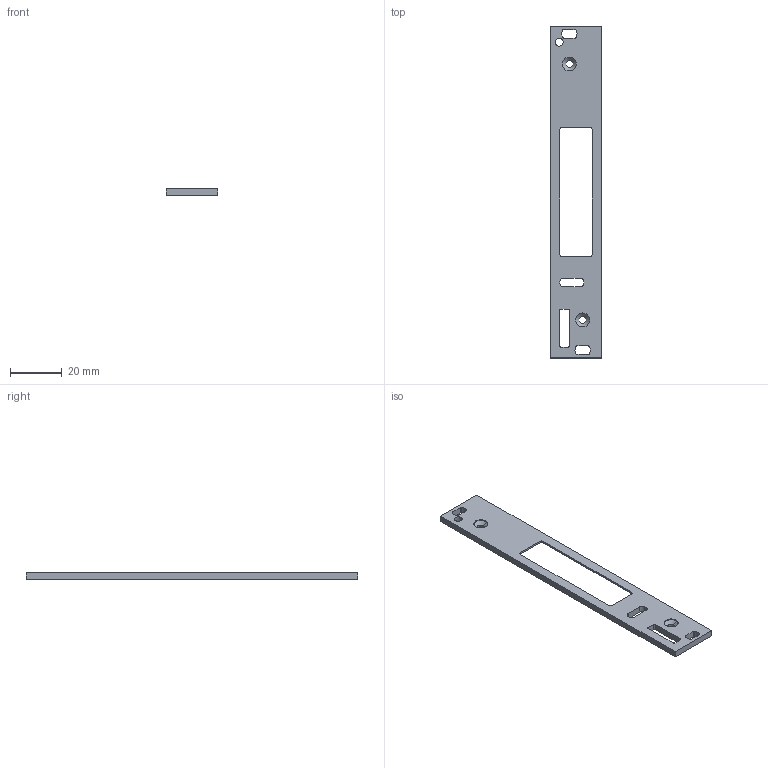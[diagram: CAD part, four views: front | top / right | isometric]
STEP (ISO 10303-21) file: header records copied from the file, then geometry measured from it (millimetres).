
FILE_DESCRIPTION(('Open CASCADE Model'),'2;1');
FILE_NAME('Open CASCADE Shape Model','2021-03-31T12:11:20',('Author'),( 'Open CASCADE'),'Open CASCADE STEP processor 7.2','Open CASCADE 7.2' ,'Unknown');
FILE_SCHEMA(('AUTOMOTIVE_DESIGN { 1 0 10303 214 1 1 1 1 }'));
Length unit declared in the file: millimetre
Products named in the file (1): Open CASCADE STEP translator 7.2 1
Bounding box: 19.98 x 128.4 x 2.5 mm (x, y, z)
Volume: 3579.3 mm3; surface area: 5021.7 mm2
Topology: 1 solids, 1 shells, 77 faces, 212 edges, 140 vertices
Faces by surface type: cylinder 40, plane 33, cone 4
Entity records: 5314 total; most frequent: CARTESIAN_POINT 996, DIRECTION 834, LINE 450, VECTOR 450, ORIENTED_EDGE 424, PCURVE 424, DEFINITIONAL_REPRESENTATION 424, EDGE_CURVE 212
